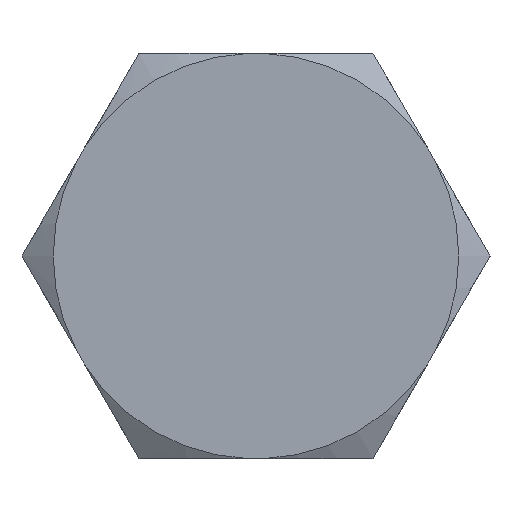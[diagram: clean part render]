
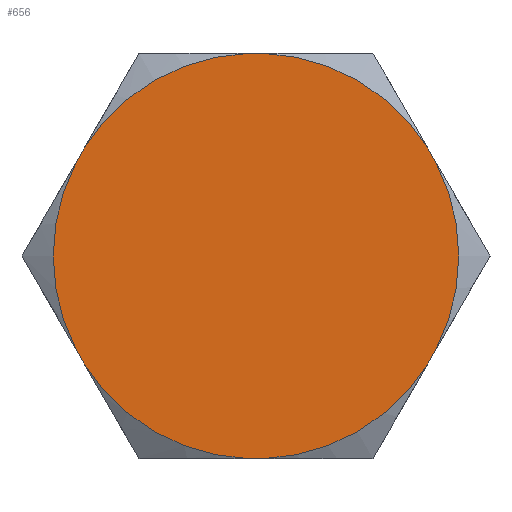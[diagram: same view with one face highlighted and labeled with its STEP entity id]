
A CAD part, left-side view. The second image highlights one B-rep face of the part: STEP entity #656.
In plain terms, the highlighted planar face has unit normal (-1, 0, 0).
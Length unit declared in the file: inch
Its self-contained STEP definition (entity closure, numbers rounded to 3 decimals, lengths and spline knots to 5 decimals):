
#60 = ORIENTED_EDGE ( 'NONE', *, *, #296, .F. ) ;
#97 = EDGE_LOOP ( 'NONE', ( #3296, #3794, #169, #697, #988, #60, #1804, #3819, #4517, #6486, #8215, #7497 ) ) ;
#129 = CARTESIAN_POINT ( 'NONE',  ( -0.4925, 0.01311, -0.3435 ) ) ;
#169 = ORIENTED_EDGE ( 'NONE', *, *, #823, .F. ) ;
#190 = CARTESIAN_POINT ( 'NONE',  ( -0.4925, 0., 0. ) ) ;
#291 = FACE_OUTER_BOUND ( 'NONE', #97, .T. ) ;
#296 = EDGE_CURVE ( 'NONE', #6793, #3959, #2105, .T. ) ;
#300 = PLANE ( 'NONE',  #2502 ) ;
#351 = DIRECTION ( 'NONE',  ( 0., 1., 0. ) ) ;
#616 = DIRECTION ( 'NONE',  ( 1., 0., 0. ) ) ;
#619 = CARTESIAN_POINT ( 'NONE',  ( -0.4925, 0.30403, -0.1604 ) ) ;
#631 = DIRECTION ( 'NONE',  ( 1., 0., 0. ) ) ;
#656 = ADVANCED_FACE ( 'NONE', ( #291 ), #300, .F. ) ;
#663 = CARTESIAN_POINT ( 'NONE',  ( -0.4925, -0.30403, 0.1604 ) ) ;
#697 = ORIENTED_EDGE ( 'NONE', *, *, #2119, .F. ) ;
#823 = EDGE_CURVE ( 'NONE', #1911, #2508, #5223, .T. ) ;
#824 = AXIS2_PLACEMENT_3D ( 'NONE', #3820, #616, #2534 ) ;
#874 = VERTEX_POINT ( 'NONE', #7928 ) ;
#939 = EDGE_CURVE ( 'NONE', #2508, #1904, #1811, .T. ) ;
#988 = ORIENTED_EDGE ( 'NONE', *, *, #7924, .F. ) ;
#1263 = VECTOR ( 'NONE', #1975, 39.37008 ) ;
#1276 = LINE ( 'NONE', #3706, #7384 ) ;
#1377 = LINE ( 'NONE', #5930, #6998 ) ;
#1474 = DIRECTION ( 'NONE',  ( 1., 0., 0. ) ) ;
#1538 = DIRECTION ( 'NONE',  ( 1., 0., 0. ) ) ;
#1547 = CIRCLE ( 'NONE', #2715, 0.34375 ) ;
#1641 = EDGE_CURVE ( 'NONE', #8313, #4786, #1276, .T. ) ;
#1770 = DIRECTION ( 'NONE',  ( 0., -0.5, -0.866 ) ) ;
#1804 = ORIENTED_EDGE ( 'NONE', *, *, #4911, .F. ) ;
#1811 = LINE ( 'NONE', #8111, #6510 ) ;
#1866 = CARTESIAN_POINT ( 'NONE',  ( -0.4925, 0.29093, 0.1831 ) ) ;
#1904 = VERTEX_POINT ( 'NONE', #129 ) ;
#1911 = VERTEX_POINT ( 'NONE', #6002 ) ;
#1914 = CARTESIAN_POINT ( 'NONE',  ( -0.4925, -0.01311, -0.3435 ) ) ;
#1926 = VERTEX_POINT ( 'NONE', #8029 ) ;
#1975 = DIRECTION ( 'NONE',  ( 0., 0.5, 0.866 ) ) ;
#2066 = CARTESIAN_POINT ( 'NONE',  ( -0.4925, -0.29093, 0.1831 ) ) ;
#2105 = LINE ( 'NONE', #3703, #5326 ) ;
#2119 = EDGE_CURVE ( 'NONE', #7103, #1911, #1377, .T. ) ;
#2188 = DIRECTION ( 'NONE',  ( 1., 0., 0. ) ) ;
#2351 = CIRCLE ( 'NONE', #7019, 0.34375 ) ;
#2502 = AXIS2_PLACEMENT_3D ( 'NONE', #4790, #6718, #4206 ) ;
#2508 = VERTEX_POINT ( 'NONE', #1914 ) ;
#2534 = DIRECTION ( 'NONE',  ( 0., 0., -1. ) ) ;
#2649 = DIRECTION ( 'NONE',  ( 1., 0., 0. ) ) ;
#2715 = AXIS2_PLACEMENT_3D ( 'NONE', #5983, #2188, #6674 ) ;
#2822 = EDGE_CURVE ( 'NONE', #4786, #874, #4980, .T. ) ;
#3296 = ORIENTED_EDGE ( 'NONE', *, *, #7513, .F. ) ;
#3441 = CIRCLE ( 'NONE', #4445, 0.34375 ) ;
#3703 = CARTESIAN_POINT ( 'NONE',  ( -0.4925, -0.19832, 0.3435 ) ) ;
#3706 = CARTESIAN_POINT ( 'NONE',  ( -0.4925, 0.39664, 0. ) ) ;
#3794 = ORIENTED_EDGE ( 'NONE', *, *, #939, .F. ) ;
#3819 = ORIENTED_EDGE ( 'NONE', *, *, #7232, .F. ) ;
#3820 = CARTESIAN_POINT ( 'NONE',  ( -0.4925, 0., 0. ) ) ;
#3959 = VERTEX_POINT ( 'NONE', #663 ) ;
#4169 = CARTESIAN_POINT ( 'NONE',  ( -0.4925, 0.30403, 0.1604 ) ) ;
#4206 = DIRECTION ( 'NONE',  ( 0., 0., -1. ) ) ;
#4445 = AXIS2_PLACEMENT_3D ( 'NONE', #6471, #2649, #7133 ) ;
#4517 = ORIENTED_EDGE ( 'NONE', *, *, #2822, .F. ) ;
#4643 = CARTESIAN_POINT ( 'NONE',  ( -0.4925, 0.29093, -0.1831 ) ) ;
#4697 = AXIS2_PLACEMENT_3D ( 'NONE', #6602, #1474, #5965 ) ;
#4786 = VERTEX_POINT ( 'NONE', #1866 ) ;
#4790 = CARTESIAN_POINT ( 'NONE',  ( -0.4925, 0., 0. ) ) ;
#4911 = EDGE_CURVE ( 'NONE', #1926, #6793, #2351, .T. ) ;
#4980 = CIRCLE ( 'NONE', #4697, 0.34375 ) ;
#5203 = CARTESIAN_POINT ( 'NONE',  ( -0.4925, 0., 0. ) ) ;
#5223 = CIRCLE ( 'NONE', #6902, 0.34375 ) ;
#5326 = VECTOR ( 'NONE', #1770, 39.37008 ) ;
#5559 = VECTOR ( 'NONE', #6396, 39.37008 ) ;
#5563 = EDGE_CURVE ( 'NONE', #8004, #8153, #6864, .T. ) ;
#5846 = DIRECTION ( 'NONE',  ( 0., 0., -1. ) ) ;
#5930 = CARTESIAN_POINT ( 'NONE',  ( -0.4925, -0.39664, 0. ) ) ;
#5965 = DIRECTION ( 'NONE',  ( 0., 0., -1. ) ) ;
#5983 = CARTESIAN_POINT ( 'NONE',  ( -0.4925, 0., 0. ) ) ;
#6002 = CARTESIAN_POINT ( 'NONE',  ( -0.4925, -0.29093, -0.1831 ) ) ;
#6280 = DIRECTION ( 'NONE',  ( 0., -0.5, 0.866 ) ) ;
#6396 = DIRECTION ( 'NONE',  ( 0., -1., 0. ) ) ;
#6471 = CARTESIAN_POINT ( 'NONE',  ( -0.4925, 0., 0. ) ) ;
#6486 = ORIENTED_EDGE ( 'NONE', *, *, #1641, .F. ) ;
#6510 = VECTOR ( 'NONE', #351, 39.37008 ) ;
#6536 = DIRECTION ( 'NONE',  ( 0., 0.5, -0.866 ) ) ;
#6602 = CARTESIAN_POINT ( 'NONE',  ( -0.4925, 0., 0. ) ) ;
#6636 = EDGE_CURVE ( 'NONE', #8153, #8313, #1547, .T. ) ;
#6665 = DIRECTION ( 'NONE',  ( 0., 0., -1. ) ) ;
#6674 = DIRECTION ( 'NONE',  ( 0., 0., -1. ) ) ;
#6718 = DIRECTION ( 'NONE',  ( 1., 0., 0. ) ) ;
#6793 = VERTEX_POINT ( 'NONE', #2066 ) ;
#6864 = LINE ( 'NONE', #8315, #1263 ) ;
#6902 = AXIS2_PLACEMENT_3D ( 'NONE', #190, #1538, #6665 ) ;
#6998 = VECTOR ( 'NONE', #6536, 39.37008 ) ;
#7019 = AXIS2_PLACEMENT_3D ( 'NONE', #5203, #631, #5846 ) ;
#7103 = VERTEX_POINT ( 'NONE', #7586 ) ;
#7133 = DIRECTION ( 'NONE',  ( 0., 0., -1. ) ) ;
#7232 = EDGE_CURVE ( 'NONE', #874, #1926, #7858, .T. ) ;
#7384 = VECTOR ( 'NONE', #6280, 39.37008 ) ;
#7497 = ORIENTED_EDGE ( 'NONE', *, *, #5563, .F. ) ;
#7513 = EDGE_CURVE ( 'NONE', #1904, #8004, #3441, .T. ) ;
#7586 = CARTESIAN_POINT ( 'NONE',  ( -0.4925, -0.30403, -0.1604 ) ) ;
#7641 = CARTESIAN_POINT ( 'NONE',  ( -0.4925, 0.19832, 0.3435 ) ) ;
#7671 = CIRCLE ( 'NONE', #824, 0.34375 ) ;
#7858 = LINE ( 'NONE', #7641, #5559 ) ;
#7924 = EDGE_CURVE ( 'NONE', #3959, #7103, #7671, .T. ) ;
#7928 = CARTESIAN_POINT ( 'NONE',  ( -0.4925, 0.01311, 0.3435 ) ) ;
#8004 = VERTEX_POINT ( 'NONE', #4643 ) ;
#8029 = CARTESIAN_POINT ( 'NONE',  ( -0.4925, -0.01311, 0.3435 ) ) ;
#8111 = CARTESIAN_POINT ( 'NONE',  ( -0.4925, -0.19832, -0.3435 ) ) ;
#8153 = VERTEX_POINT ( 'NONE', #619 ) ;
#8215 = ORIENTED_EDGE ( 'NONE', *, *, #6636, .F. ) ;
#8313 = VERTEX_POINT ( 'NONE', #4169 ) ;
#8315 = CARTESIAN_POINT ( 'NONE',  ( -0.4925, 0.19832, -0.3435 ) ) ;
